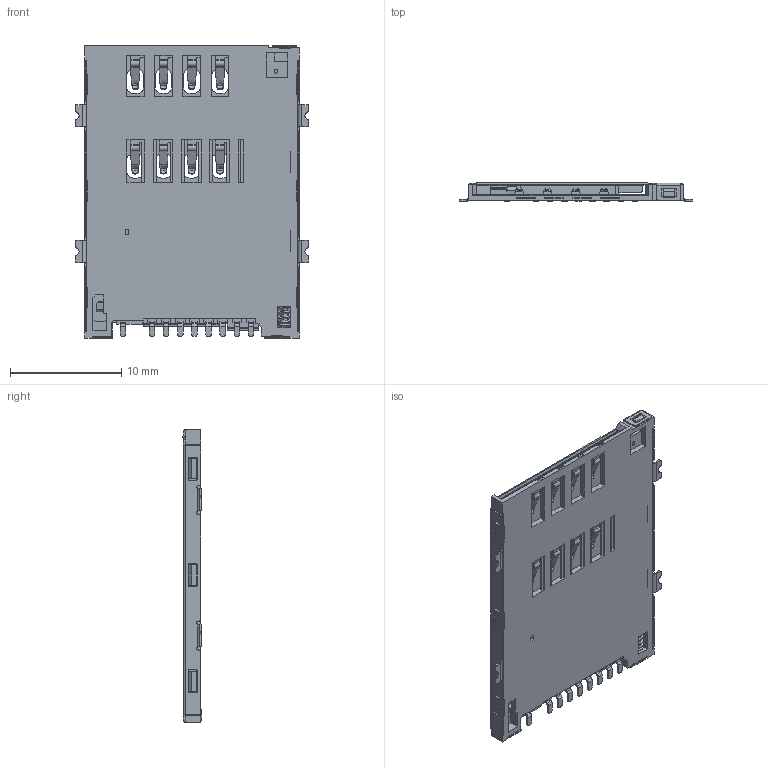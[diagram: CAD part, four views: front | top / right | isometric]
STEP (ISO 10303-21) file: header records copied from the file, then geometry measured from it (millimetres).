
FILE_DESCRIPTION(/* description */ ('STEP AP214'),/* implementation_level */ '2;1');
FILE_NAME(/* name */ 'SIM4065-8-1-15-00-A',/* time_stamp */ '2024-10-22T11:58:01+02:00',/* author */ ('License CC BY-ND 4.0'),/* organization */ ('CADENAS'),/* preprocessor_version */ 'ST-DEVELOPER v19.3',/* originating_system */ 'PARTsolutions',/* authorisation */ ' ');
FILE_SCHEMA (('AUTOMOTIVE_DESIGN {1 0 10303 214 3 1 1}'));
Length unit declared in the file: millimetre
Products named in the file (7): SIM4065-8-1-15-00-A; SIM4065-8-1-15-00-A_PART1; SIM4065-8-1-15-00-A_PART2; SIM4065-8-1-15-00-A_PART3; SIM4065-8-1-15-00-A_PART4; SIM4065-8-1-15-00-A_PART5; SIM4065-8-1-15-00-A_PART6
Assembly tree (12 placements, depth 2):
  SIM4065-8-1-15-00-A
    SIM4065-8-1-15-00-A_PART1
    SIM4065-8-1-15-00-A_PART2
    SIM4065-8-1-15-00-A_PART3
    SIM4065-8-1-15-00-A_PART4
    SIM4065-8-1-15-00-A_PART5  x4
    SIM4065-8-1-15-00-A_PART6  x4
Bounding box: 21 x 1.65 x 26.4 mm (x, y, z)
Volume: 343.3 mm3; surface area: 2613.3 mm2
Topology: 12 solids, 12 shells, 1244 faces, 3589 edges, 2370 vertices
Faces by surface type: plane 722, cylinder 451, bspline 70, cone 1
Full cylindrical faces by diameter (mm): 0.35 x1, 0.57 x1, 1.55 x1
Entity records: 30755 total; most frequent: CARTESIAN_POINT 8745, ORIENTED_EDGE 4704, DIRECTION 4386, EDGE_CURVE 2352, LINE 1692, VECTOR 1692, VERTEX_POINT 1548, AXIS2_PLACEMENT_3D 1347
